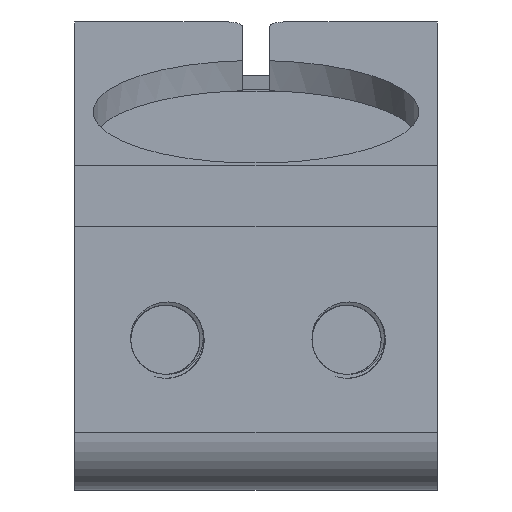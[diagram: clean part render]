
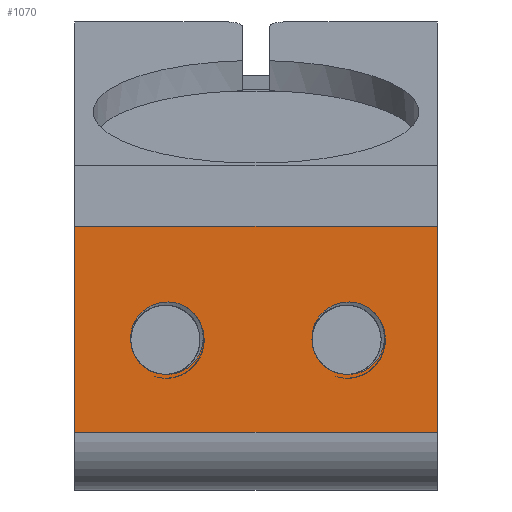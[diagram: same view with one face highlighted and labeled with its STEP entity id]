
A CAD part, top view. The second image highlights one B-rep face of the part: STEP entity #1070.
In plain terms, the highlighted planar face has unit normal (0, 0, 1).
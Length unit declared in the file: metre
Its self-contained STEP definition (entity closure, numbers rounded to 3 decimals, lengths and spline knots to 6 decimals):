
#36=B_SPLINE_CURVE_WITH_KNOTS('',3,(#1806,#1807,#1808,#1809,#1810),
 .UNSPECIFIED.,.F.,.F.,(4,1,4),(0.012481,0.015188,0.017895),
 .UNSPECIFIED.);
#37=B_SPLINE_CURVE_WITH_KNOTS('',3,(#1813,#1814,#1815,#1816,#1817,#1818,
#1819),.UNSPECIFIED.,.F.,.F.,(4,1,1,1,4),(0.065242,0.068385,
0.071528,0.074671,0.077814),.UNSPECIFIED.);
#38=B_SPLINE_CURVE_WITH_KNOTS('',3,(#1823,#1824,#1825,#1826,#1827,#1828,
#1829),.UNSPECIFIED.,.F.,.F.,(4,1,1,1,4),(0.036614,0.039811,
0.043008,0.046205,0.049402),.UNSPECIFIED.);
#39=B_SPLINE_CURVE_WITH_KNOTS('',3,(#1831,#1832,#1833,#1834,#1835),
 .UNSPECIFIED.,.F.,.F.,(4,1,4),(0.012481,0.015188,0.017895),
 .UNSPECIFIED.);
#40=B_SPLINE_CURVE_WITH_KNOTS('',3,(#1838,#1839,#1840,#1841,#1842,#1843,
#1844),.UNSPECIFIED.,.F.,.F.,(4,1,1,1,4),(0.065242,0.068385,
0.071528,0.074671,0.077814),.UNSPECIFIED.);
#41=B_SPLINE_CURVE_WITH_KNOTS('',3,(#1848,#1849,#1850,#1851,#1852,#1853,
#1854),.UNSPECIFIED.,.F.,.F.,(4,1,1,1,4),(0.036614,0.039811,
0.043008,0.046205,0.049402),.UNSPECIFIED.);
#100=CIRCLE('',#1193,0.006096);
#101=CIRCLE('',#1194,0.006096);
#356=ORIENTED_EDGE('',*,*,#556,.T.);
#357=ORIENTED_EDGE('',*,*,#557,.T.);
#358=ORIENTED_EDGE('',*,*,#558,.F.);
#359=ORIENTED_EDGE('',*,*,#559,.T.);
#360=ORIENTED_EDGE('',*,*,#480,.T.);
#361=ORIENTED_EDGE('',*,*,#560,.T.);
#362=ORIENTED_EDGE('',*,*,#510,.T.);
#363=ORIENTED_EDGE('',*,*,#555,.T.);
#364=ORIENTED_EDGE('',*,*,#561,.T.);
#365=ORIENTED_EDGE('',*,*,#562,.T.);
#366=ORIENTED_EDGE('',*,*,#563,.F.);
#367=ORIENTED_EDGE('',*,*,#564,.T.);
#480=EDGE_CURVE('',#628,#627,#719,.T.);
#510=EDGE_CURVE('',#652,#651,#737,.T.);
#555=EDGE_CURVE('',#651,#628,#770,.T.);
#556=EDGE_CURVE('',#669,#670,#36,.T.);
#557=EDGE_CURVE('',#670,#671,#37,.T.);
#558=EDGE_CURVE('',#672,#671,#100,.T.);
#559=EDGE_CURVE('',#672,#669,#38,.T.);
#560=EDGE_CURVE('',#627,#652,#771,.F.);
#561=EDGE_CURVE('',#673,#674,#39,.T.);
#562=EDGE_CURVE('',#674,#675,#40,.T.);
#563=EDGE_CURVE('',#676,#675,#101,.T.);
#564=EDGE_CURVE('',#676,#673,#41,.T.);
#627=VERTEX_POINT('',#1651);
#628=VERTEX_POINT('',#1653);
#651=VERTEX_POINT('',#1708);
#652=VERTEX_POINT('',#1710);
#669=VERTEX_POINT('',#1811);
#670=VERTEX_POINT('',#1812);
#671=VERTEX_POINT('',#1820);
#672=VERTEX_POINT('',#1822);
#673=VERTEX_POINT('',#1836);
#674=VERTEX_POINT('',#1837);
#675=VERTEX_POINT('',#1845);
#676=VERTEX_POINT('',#1847);
#719=LINE('',#1652,#814);
#737=LINE('',#1709,#832);
#770=LINE('',#1804,#865);
#771=LINE('',#1830,#866);
#814=VECTOR('',#1309,1.);
#832=VECTOR('',#1357,1.);
#865=VECTOR('',#1464,1.);
#866=VECTOR('',#1469,1.);
#915=EDGE_LOOP('',(#356,#357,#358,#359));
#916=EDGE_LOOP('',(#360,#361,#362,#363));
#917=EDGE_LOOP('',(#364,#365,#366,#367));
#978=FACE_BOUND('',#915,.T.);
#979=FACE_BOUND('',#916,.T.);
#980=FACE_BOUND('',#917,.T.);
#1024=PLANE('',#1192);
#1070=ADVANCED_FACE('',(#978,#979,#980),#1024,.F.);
#1192=AXIS2_PLACEMENT_3D('',#1805,#1465,#1466);
#1193=AXIS2_PLACEMENT_3D('',#1821,#1467,#1468);
#1194=AXIS2_PLACEMENT_3D('',#1846,#1470,#1471);
#1309=DIRECTION('',(0.,-1.,0.));
#1357=DIRECTION('',(0.,1.,0.));
#1464=DIRECTION('',(-1.,0.,0.));
#1465=DIRECTION('',(0.,0.,-1.));
#1466=DIRECTION('',(0.,1.,0.));
#1467=DIRECTION('',(0.,0.,1.));
#1468=DIRECTION('',(1.,0.,0.));
#1469=DIRECTION('',(-1.,0.,0.));
#1470=DIRECTION('',(0.,0.,1.));
#1471=DIRECTION('',(1.,0.,0.));
#1651=CARTESIAN_POINT('',(-0.031928,-0.07239,0.01651));
#1652=CARTESIAN_POINT('',(-0.031928,-0.055731,0.01651));
#1653=CARTESIAN_POINT('',(-0.031928,-0.028913,0.01651));
#1708=CARTESIAN_POINT('',(0.031928,-0.028913,0.01651));
#1709=CARTESIAN_POINT('',(0.031928,-0.0889,0.01651));
#1710=CARTESIAN_POINT('',(0.031928,-0.07239,0.01651));
#1804=CARTESIAN_POINT('',(0.154963,-0.028913,0.01651));
#1805=CARTESIAN_POINT('',(0.154963,-0.055731,0.01651));
#1806=CARTESIAN_POINT('',(0.018595,-0.049834,0.01651));
#1807=CARTESIAN_POINT('',(0.01944,-0.050149,0.01651));
#1808=CARTESIAN_POINT('',(0.020953,-0.051171,0.01651));
#1809=CARTESIAN_POINT('',(0.021947,-0.052694,0.01651));
#1810=CARTESIAN_POINT('',(0.022252,-0.053542,0.01651));
#1811=CARTESIAN_POINT('',(0.018595,-0.049834,0.01651));
#1812=CARTESIAN_POINT('',(0.022252,-0.053542,0.01651));
#1813=CARTESIAN_POINT('',(0.022252,-0.053542,0.01651));
#1814=CARTESIAN_POINT('',(0.0226,-0.054544,0.01651));
#1815=CARTESIAN_POINT('',(0.022802,-0.056685,0.01651));
#1816=CARTESIAN_POINT('',(0.021616,-0.059709,0.01651));
#1817=CARTESIAN_POINT('',(0.019134,-0.061808,0.01651));
#1818=CARTESIAN_POINT('',(0.01702,-0.062237,0.01651));
#1819=CARTESIAN_POINT('',(0.015964,-0.062182,0.01651));
#1820=CARTESIAN_POINT('',(0.015964,-0.062182,0.01651));
#1821=CARTESIAN_POINT('',(0.015964,-0.056086,0.01651));
#1822=CARTESIAN_POINT('',(0.009868,-0.056086,0.01651));
#1823=CARTESIAN_POINT('',(0.009868,-0.056086,0.01651));
#1824=CARTESIAN_POINT('',(0.009804,-0.05502,0.01651));
#1825=CARTESIAN_POINT('',(0.010249,-0.052889,0.01651));
#1826=CARTESIAN_POINT('',(0.012394,-0.0504,0.01651));
#1827=CARTESIAN_POINT('',(0.015428,-0.049224,0.01651));
#1828=CARTESIAN_POINT('',(0.0176,-0.049476,0.01651));
#1829=CARTESIAN_POINT('',(0.018595,-0.049834,0.01651));
#1830=CARTESIAN_POINT('',(0.154963,-0.07239,0.01651));
#1831=CARTESIAN_POINT('',(-0.013333,-0.049834,0.01651));
#1832=CARTESIAN_POINT('',(-0.012488,-0.050149,0.01651));
#1833=CARTESIAN_POINT('',(-0.010975,-0.051171,0.01651));
#1834=CARTESIAN_POINT('',(-0.009981,-0.052694,0.01651));
#1835=CARTESIAN_POINT('',(-0.009676,-0.053542,0.01651));
#1836=CARTESIAN_POINT('',(-0.013333,-0.049834,0.01651));
#1837=CARTESIAN_POINT('',(-0.009676,-0.053542,0.01651));
#1838=CARTESIAN_POINT('',(-0.009676,-0.053542,0.01651));
#1839=CARTESIAN_POINT('',(-0.009328,-0.054544,0.01651));
#1840=CARTESIAN_POINT('',(-0.009126,-0.056685,0.01651));
#1841=CARTESIAN_POINT('',(-0.010312,-0.059709,0.01651));
#1842=CARTESIAN_POINT('',(-0.012793,-0.061808,0.01651));
#1843=CARTESIAN_POINT('',(-0.014908,-0.062237,0.01651));
#1844=CARTESIAN_POINT('',(-0.015964,-0.062182,0.01651));
#1845=CARTESIAN_POINT('',(-0.015964,-0.062182,0.01651));
#1846=CARTESIAN_POINT('',(-0.015964,-0.056086,0.01651));
#1847=CARTESIAN_POINT('',(-0.02206,-0.056086,0.01651));
#1848=CARTESIAN_POINT('',(-0.02206,-0.056086,0.01651));
#1849=CARTESIAN_POINT('',(-0.022124,-0.05502,0.01651));
#1850=CARTESIAN_POINT('',(-0.021679,-0.052889,0.01651));
#1851=CARTESIAN_POINT('',(-0.019534,-0.0504,0.01651));
#1852=CARTESIAN_POINT('',(-0.0165,-0.049224,0.01651));
#1853=CARTESIAN_POINT('',(-0.014328,-0.049476,0.01651));
#1854=CARTESIAN_POINT('',(-0.013333,-0.049834,0.01651));
